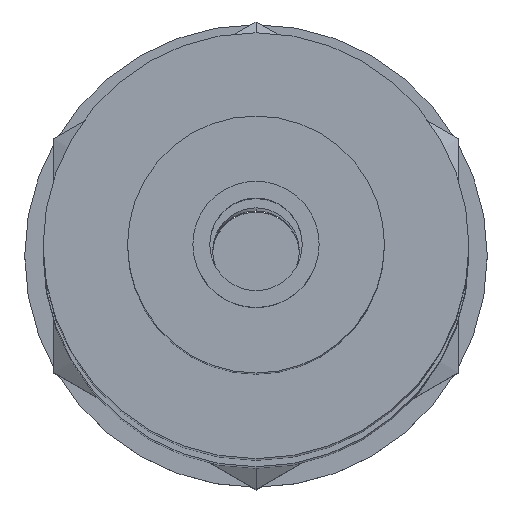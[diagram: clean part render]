
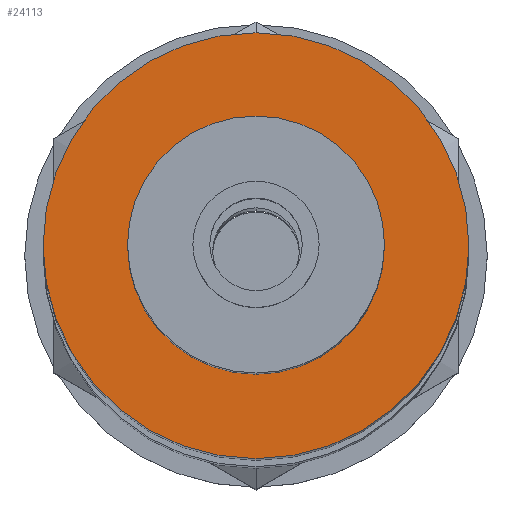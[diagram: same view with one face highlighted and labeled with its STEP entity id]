
A CAD part, top view. The second image highlights one B-rep face of the part: STEP entity #24113.
In plain terms, the highlighted face is planar.
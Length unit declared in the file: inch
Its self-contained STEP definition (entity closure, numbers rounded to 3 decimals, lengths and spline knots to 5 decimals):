
#23830=CARTESIAN_POINT('',(0.,0.,0.04768));
#23831=DIRECTION('',(0.,0.,1.));
#23832=DIRECTION('',(0.,1.,0.));
#23833=AXIS2_PLACEMENT_3D('',#23830,#23831,#23832);
#23839=CARTESIAN_POINT('',(0.,0.,0.04768));
#23840=DIRECTION('',(0.,0.,-1.));
#23841=DIRECTION('',(0.,1.,0.));
#23842=AXIS2_PLACEMENT_3D('',#23839,#23840,#23841);
#23848=CARTESIAN_POINT('',(0.,0.,0.04768));
#23849=DIRECTION('',(0.,0.,1.));
#23850=DIRECTION('',(0.,1.,0.));
#23851=AXIS2_PLACEMENT_3D('',#23848,#23849,#23850);
#23853=CARTESIAN_POINT('',(0.,0.,0.04768));
#23854=DIRECTION('',(0.,0.,-1.));
#23855=DIRECTION('',(0.,1.,0.));
#23856=AXIS2_PLACEMENT_3D('',#23853,#23854,#23855);
#24021=CARTESIAN_POINT('',(0.,0.0875,0.04768));
#24023=VERTEX_POINT('',#24021);
#24024=CARTESIAN_POINT('',(0.,0.145,0.04768));
#24026=VERTEX_POINT('',#24024);
#24045=CARTESIAN_POINT('',(0.,-0.0875,0.04768));
#24047=VERTEX_POINT('',#24045);
#24048=CARTESIAN_POINT('',(0.,-0.145,0.04768));
#24050=VERTEX_POINT('',#24048);
#24098=CARTESIAN_POINT('',(0.,0.,0.04768));
#24099=DIRECTION('',(0.,0.,1.));
#24100=DIRECTION('',(0.,1.,0.));
#24101=AXIS2_PLACEMENT_3D('',#24098,#24099,#24100);
#24102=PLANE('',#24101);
#24103=ORIENTED_EDGE('',*,*,#24091,.F.);
#24104=ORIENTED_EDGE('',*,*,#24080,.T.);
#24105=EDGE_LOOP('',(#24103,#24104));
#24106=FACE_OUTER_BOUND('',#24105,.F.);
#24108=ORIENTED_EDGE('',*,*,#24107,.F.);
#24110=ORIENTED_EDGE('',*,*,#24109,.T.);
#24111=EDGE_LOOP('',(#24108,#24110));
#24112=FACE_BOUND('',#24111,.F.);
#24113=ADVANCED_FACE('',(#24106,#24112),#24102,.F.);
#23834=CIRCLE('',#23833,0.145);
#23843=CIRCLE('',#23842,0.145);
#23852=CIRCLE('',#23851,0.0875);
#23857=CIRCLE('',#23856,0.0875);
#24080=EDGE_CURVE('',#24026,#24050,#23834,.T.);
#24091=EDGE_CURVE('',#24026,#24050,#23843,.T.);
#24107=EDGE_CURVE('',#24023,#24047,#23852,.T.);
#24109=EDGE_CURVE('',#24023,#24047,#23857,.T.);
